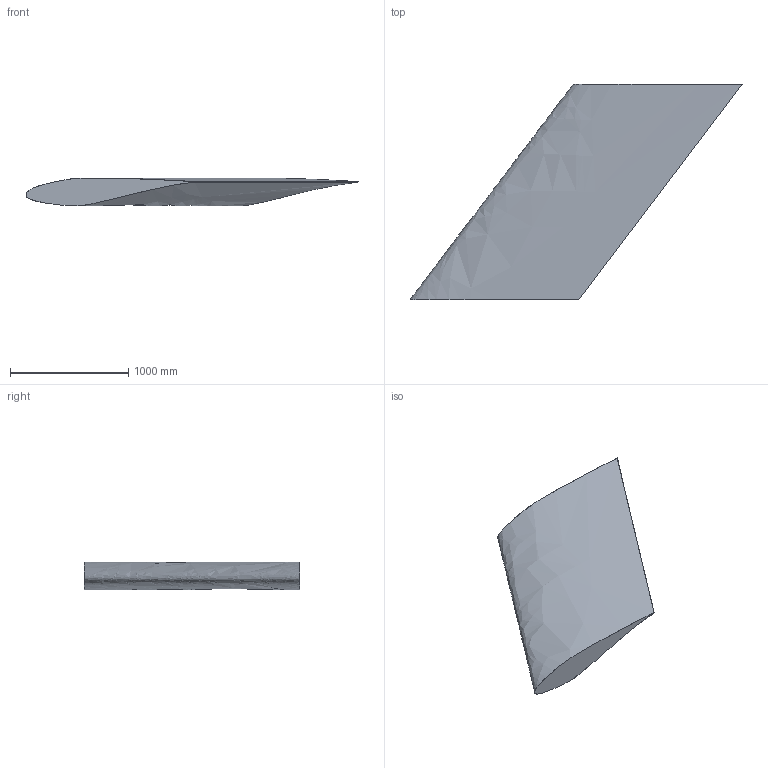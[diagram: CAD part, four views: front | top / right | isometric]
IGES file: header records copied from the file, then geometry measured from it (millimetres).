
Global section: file name: 43HMS_main.igs; native system: NX V9.0; preprocessor: SIEMENS PLM Software NX 9.0; date: 20150828.163645; units: inch
Bounding box: 2811.35 x 1822.49 x 236.89 mm (x, y, z)
Surface area: 5840092.8 mm2 (no closed solid volume)
Topology: 0 solids, 0 shells, 5 faces, 143 edges, 143 vertices
Faces by surface type: bspline 5
